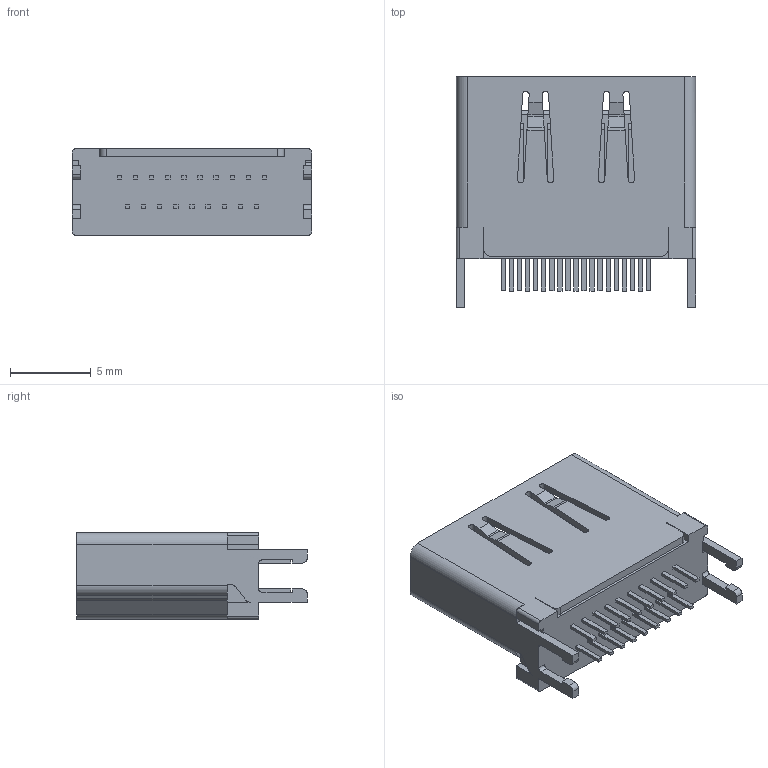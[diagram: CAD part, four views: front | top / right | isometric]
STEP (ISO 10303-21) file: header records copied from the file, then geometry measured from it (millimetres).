
FILE_DESCRIPTION((''),'2;1');
FILE_NAME('FHD10-FCS300K6K','2024-01-22T',('工程三'),(''),'PRO/ENGINEER BY PARAMETRIC TECHNOLOGY CORPORATION, 2010280','PRO/ENGINEER BY PARAMETRIC TECHNOLOGY CORPORATION, 2010280','');
FILE_SCHEMA(('CONFIG_CONTROL_DESIGN'));
Length unit declared in the file: millimetre
Products named in the file (1): FHD10-FCS300K6K
Bounding box: 14.8 x 14.25 x 5.35 mm (x, y, z)
Volume: 460.1 mm3; surface area: 1176.2 mm2
Topology: 1 solids, 1 shells, 392 faces, 1111 edges, 728 vertices
Faces by surface type: plane 287, cylinder 97, cone 8
Entity records: 12733 total; most frequent: CARTESIAN_POINT 2376, ORIENTED_EDGE 2222, DIRECTION 2055, EDGE_CURVE 1111, VECTOR 861, LINE 861, VERTEX_POINT 728, AXIS2_PLACEMENT_3D 597
